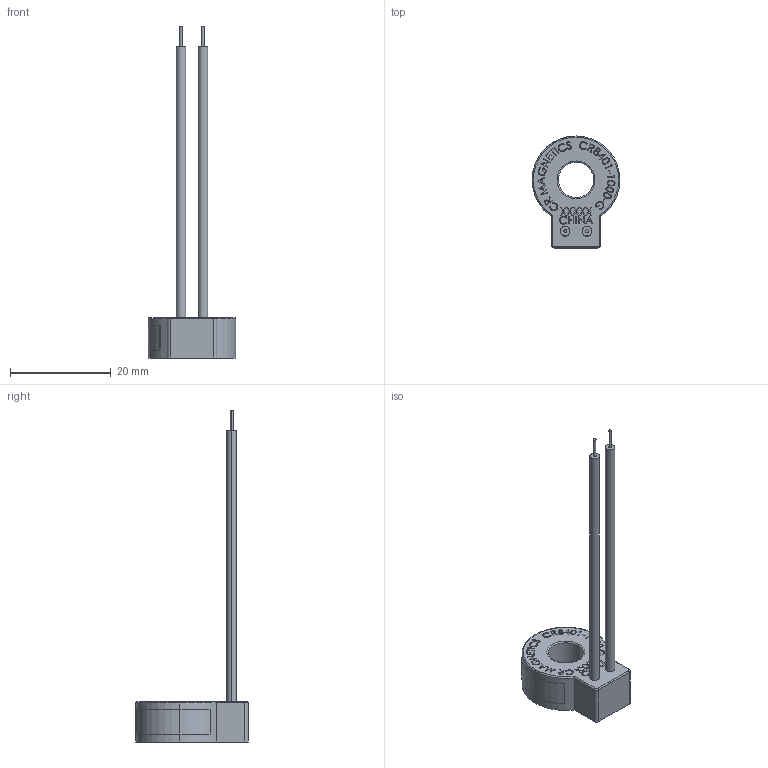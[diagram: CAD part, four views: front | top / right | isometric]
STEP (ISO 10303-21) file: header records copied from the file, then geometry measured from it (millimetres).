
FILE_DESCRIPTION (( 'STEP AP203' ), '1' );
FILE_NAME ('CR8401-1000-G.STEP', '2023-08-08T15:57:48', ( '' ), ( '' ), 'SwSTEP 2.0', 'SolidWorks 2022', '' );
FILE_SCHEMA (( 'CONFIG_CONTROL_DESIGN' ));
Length unit declared in the file: millimetre
Products named in the file (1): CR8401-1000-G
Bounding box: 17.42 x 22.2 x 65.8 mm (x, y, z)
Volume: 2311.3 mm3; surface area: 1857.3 mm2
Topology: 1 solids, 1 shells, 460 faces, 1208 edges, 802 vertices
Faces by surface type: plane 289, bspline 132, cylinder 25, torus 14
Entity records: 22538 total; most frequent: CARTESIAN_POINT 11929, ORIENTED_EDGE 2416, DIRECTION 1677, EDGE_CURVE 1208, VECTOR 861, LINE 861, VERTEX_POINT 802, EDGE_LOOP 514
